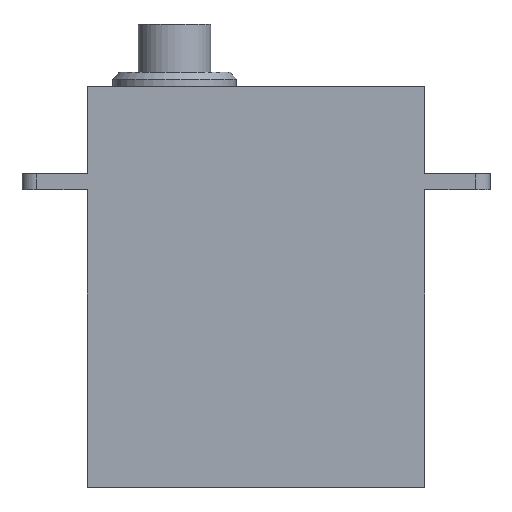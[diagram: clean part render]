
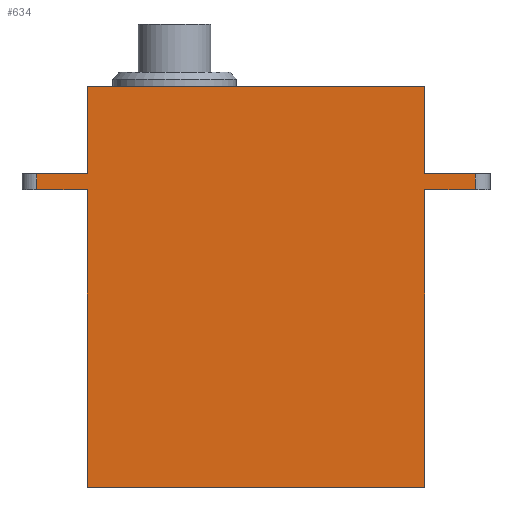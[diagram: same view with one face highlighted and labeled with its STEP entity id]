
A CAD part, top view. The second image highlights one B-rep face of the part: STEP entity #634.
In plain terms, the highlighted planar face has unit normal (0, 0, 1).
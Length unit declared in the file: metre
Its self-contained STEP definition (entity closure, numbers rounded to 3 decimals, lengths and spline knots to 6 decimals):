
#147=ORIENTED_EDGE('',*,*,#240,.T.);
#148=ORIENTED_EDGE('',*,*,#301,.T.);
#149=ORIENTED_EDGE('',*,*,#248,.T.);
#150=ORIENTED_EDGE('',*,*,#297,.T.);
#151=ORIENTED_EDGE('',*,*,#300,.T.);
#152=ORIENTED_EDGE('',*,*,#283,.T.);
#153=ORIENTED_EDGE('',*,*,#263,.T.);
#154=ORIENTED_EDGE('',*,*,#302,.T.);
#155=ORIENTED_EDGE('',*,*,#276,.T.);
#156=ORIENTED_EDGE('',*,*,#287,.T.);
#157=ORIENTED_EDGE('',*,*,#290,.T.);
#158=ORIENTED_EDGE('',*,*,#292,.T.);
#240=EDGE_CURVE('',#325,#324,#382,.T.);
#248=EDGE_CURVE('',#333,#332,#387,.T.);
#263=EDGE_CURVE('',#347,#346,#395,.T.);
#276=EDGE_CURVE('',#357,#356,#405,.T.);
#283=EDGE_CURVE('',#362,#347,#409,.T.);
#287=EDGE_CURVE('',#356,#364,#413,.T.);
#290=EDGE_CURVE('',#364,#366,#416,.T.);
#292=EDGE_CURVE('',#366,#325,#418,.T.);
#297=EDGE_CURVE('',#332,#368,#423,.T.);
#300=EDGE_CURVE('',#368,#362,#425,.T.);
#301=EDGE_CURVE('',#324,#333,#426,.T.);
#302=EDGE_CURVE('',#346,#357,#427,.T.);
#324=VERTEX_POINT('',#936);
#325=VERTEX_POINT('',#938);
#332=VERTEX_POINT('',#953);
#333=VERTEX_POINT('',#955);
#346=VERTEX_POINT('',#983);
#347=VERTEX_POINT('',#985);
#356=VERTEX_POINT('',#1009);
#357=VERTEX_POINT('',#1011);
#362=VERTEX_POINT('',#1024);
#364=VERTEX_POINT('',#1030);
#366=VERTEX_POINT('',#1036);
#368=VERTEX_POINT('',#1048);
#382=LINE('',#937,#442);
#387=LINE('',#954,#447);
#395=LINE('',#984,#455);
#405=LINE('',#1010,#465);
#409=LINE('',#1023,#469);
#413=LINE('',#1031,#473);
#416=LINE('',#1037,#476);
#418=LINE('',#1040,#478);
#423=LINE('',#1049,#483);
#425=LINE('',#1054,#485);
#426=LINE('',#1056,#486);
#427=LINE('',#1057,#487);
#442=VECTOR('',#750,1.);
#447=VECTOR('',#763,1.);
#455=VECTOR('',#787,1.);
#465=VECTOR('',#809,1.);
#469=VECTOR('',#821,1.);
#473=VECTOR('',#827,1.);
#476=VECTOR('',#832,1.);
#478=VECTOR('',#836,1.);
#483=VECTOR('',#845,1.);
#485=VECTOR('',#851,1.);
#486=VECTOR('',#854,1.);
#487=VECTOR('',#855,1.);
#517=EDGE_LOOP('',(#147,#148,#149,#150,#151,#152,#153,#154,#155,#156,#157,
#158));
#569=FACE_BOUND('',#517,.T.);
#612=PLANE('',#703);
#634=ADVANCED_FACE('',(#569),#612,.T.);
#703=AXIS2_PLACEMENT_3D('',#1055,#852,#853);
#750=DIRECTION('',(1.,0.,0.));
#763=DIRECTION('',(-1.,0.,0.));
#787=DIRECTION('',(-1.,0.,0.));
#809=DIRECTION('',(1.,0.,0.));
#821=DIRECTION('',(0.,-1.,0.));
#827=DIRECTION('',(0.,-1.,0.));
#832=DIRECTION('',(1.,0.,0.));
#836=DIRECTION('',(0.,1.,0.));
#845=DIRECTION('',(0.,1.,0.));
#851=DIRECTION('',(-1.,0.,0.));
#852=DIRECTION('',(0.,0.,1.));
#853=DIRECTION('',(1.,0.,0.));
#854=DIRECTION('',(0.,1.,0.));
#855=DIRECTION('',(0.,-1.,0.));
#936=CARTESIAN_POINT('',(0.0151,0.0067,0.0061));
#937=CARTESIAN_POINT('',(0.0161,0.0067,0.0061));
#938=CARTESIAN_POINT('',(0.0116,0.0067,0.0061));
#953=CARTESIAN_POINT('',(0.0116,0.0078,0.0061));
#954=CARTESIAN_POINT('',(0.0116,0.0078,0.0061));
#955=CARTESIAN_POINT('',(0.0151,0.0078,0.0061));
#983=CARTESIAN_POINT('',(-0.0151,0.0078,0.0061));
#984=CARTESIAN_POINT('',(-0.0161,0.0078,0.0061));
#985=CARTESIAN_POINT('',(-0.0116,0.0078,0.0061));
#1009=CARTESIAN_POINT('',(-0.0116,0.0067,0.0061));
#1010=CARTESIAN_POINT('',(-0.0116,0.0067,0.0061));
#1011=CARTESIAN_POINT('',(-0.0151,0.0067,0.0061));
#1023=CARTESIAN_POINT('',(-0.0116,0.0078,0.0061));
#1024=CARTESIAN_POINT('',(-0.0116,0.0138,0.0061));
#1030=CARTESIAN_POINT('',(-0.0116,-0.0138,0.0061));
#1031=CARTESIAN_POINT('',(-0.0116,-0.0138,0.0061));
#1036=CARTESIAN_POINT('',(0.0116,-0.0138,0.0061));
#1037=CARTESIAN_POINT('',(0.0116,-0.0138,0.0061));
#1040=CARTESIAN_POINT('',(0.0116,-0.0138,0.0061));
#1048=CARTESIAN_POINT('',(0.0116,0.0138,0.0061));
#1049=CARTESIAN_POINT('',(0.0116,0.0078,0.0061));
#1054=CARTESIAN_POINT('',(0.0116,0.0138,0.0061));
#1055=CARTESIAN_POINT('',(0.,0.,0.0061));
#1056=CARTESIAN_POINT('',(0.0151,0.0078,0.0061));
#1057=CARTESIAN_POINT('',(-0.0151,0.0067,0.0061));
